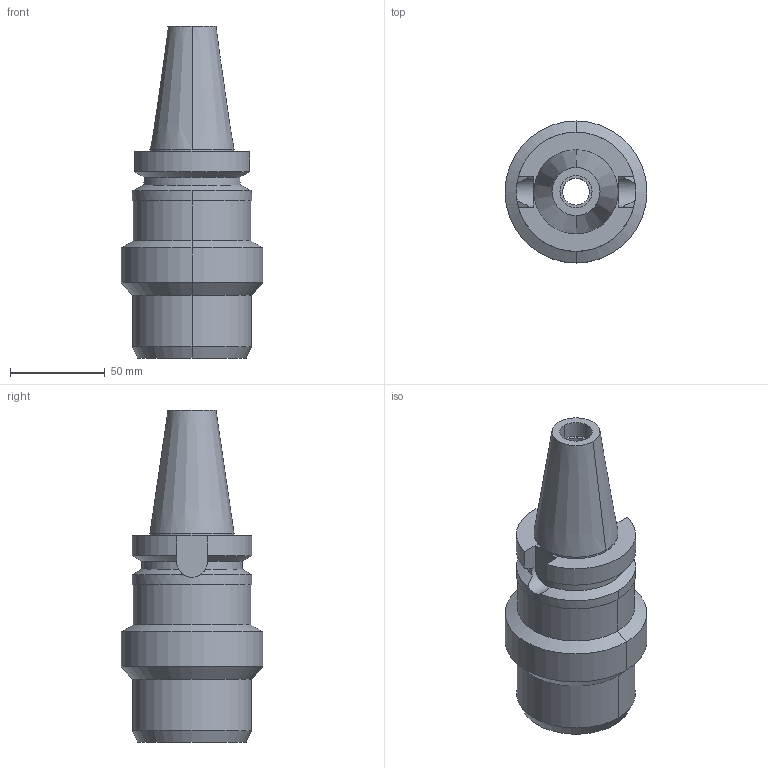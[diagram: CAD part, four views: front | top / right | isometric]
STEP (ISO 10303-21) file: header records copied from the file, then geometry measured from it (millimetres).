
FILE_DESCRIPTION((''),'2;1');
FILE_NAME('BBT40-HDC32E-110','2018-07-20T',('ykawabe'),(''),'CREO PARAMETRIC BY PTC INC, 2016380','CREO PARAMETRIC BY PTC INC, 2016380','');
FILE_SCHEMA(('AUTOMOTIVE_DESIGN { 1 0 10303 214 1 1 1 1 }'));
Length unit declared in the file: millimetre
Products named in the file (1): BBT40-HDC32E-110
Bounding box: 75 x 75 x 175.4 mm (x, y, z)
Volume: 334267.8 mm3; surface area: 49623.9 mm2
Topology: 1 solids, 1 shells, 54 faces, 134 edges, 88 vertices
Faces by surface type: cylinder 28, plane 14, cone 12
Entity records: 2230 total; most frequent: CARTESIAN_POINT 354, DIRECTION 306, ORIENTED_EDGE 268, PRESENTATION_STYLE_ASSIGNMENT 139, STYLED_ITEM 139, CURVE_STYLE 138, EDGE_CURVE 134, AXIS2_PLACEMENT_3D 127
